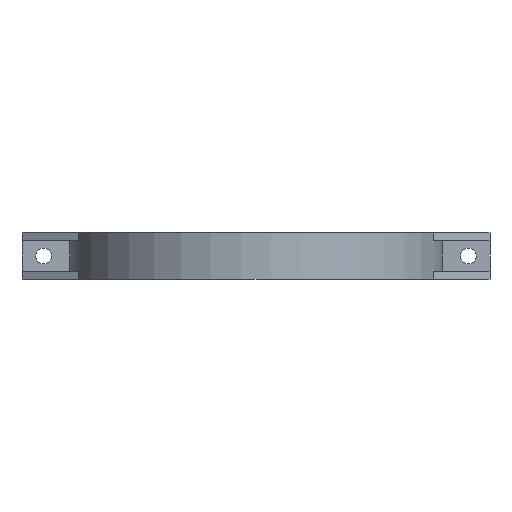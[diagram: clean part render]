
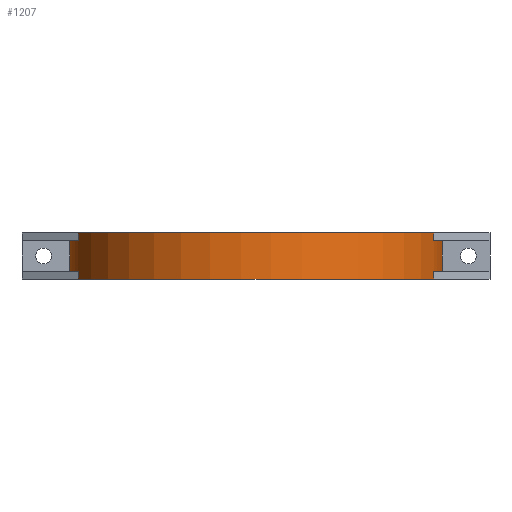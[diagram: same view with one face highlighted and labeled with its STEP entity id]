
A CAD part, front view. The second image highlights one B-rep face of the part: STEP entity #1207.
In plain terms, the highlighted cylindrical face has radius 61.5 mm (diameter 123 mm), a partial arc.
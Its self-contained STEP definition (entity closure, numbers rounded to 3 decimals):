
#32=CYLINDRICAL_SURFACE('',#1312,61.5);
#57=CIRCLE('',#1296,61.5);
#58=CIRCLE('',#1298,61.5);
#59=CIRCLE('',#1301,61.5);
#60=CIRCLE('',#1303,61.5);
#63=CIRCLE('',#1313,61.5);
#64=CIRCLE('',#1314,61.5);
#119=FACE_OUTER_BOUND('',#186,.T.);
#186=EDGE_LOOP('',(#1058,#1059,#1060,#1061,#1062,#1063,#1064,#1065,#1066,
#1067,#1068,#1069));
#298=LINE('',#1906,#438);
#306=LINE('',#1926,#446);
#311=LINE('',#1940,#451);
#312=LINE('',#1943,#452);
#315=LINE('',#1949,#455);
#325=LINE('',#1974,#465);
#438=VECTOR('',#1561,10.);
#446=VECTOR('',#1579,10.);
#451=VECTOR('',#1594,10.);
#452=VECTOR('',#1597,10.);
#455=VECTOR('',#1602,10.);
#465=VECTOR('',#1626,10.);
#558=VERTEX_POINT('',#1903);
#559=VERTEX_POINT('',#1905);
#561=VERTEX_POINT('',#1911);
#562=VERTEX_POINT('',#1915);
#564=VERTEX_POINT('',#1920);
#566=VERTEX_POINT('',#1924);
#567=VERTEX_POINT('',#1928);
#568=VERTEX_POINT('',#1932);
#570=VERTEX_POINT('',#1938);
#571=VERTEX_POINT('',#1942);
#573=VERTEX_POINT('',#1948);
#581=VERTEX_POINT('',#1973);
#714=EDGE_CURVE('',#558,#559,#298,.T.);
#718=EDGE_CURVE('',#559,#561,#57,.T.);
#720=EDGE_CURVE('',#562,#558,#58,.T.);
#724=EDGE_CURVE('',#564,#566,#306,.T.);
#726=EDGE_CURVE('',#567,#566,#59,.T.);
#727=EDGE_CURVE('',#564,#568,#60,.T.);
#731=EDGE_CURVE('',#570,#562,#311,.T.);
#732=EDGE_CURVE('',#561,#571,#312,.T.);
#735=EDGE_CURVE('',#573,#568,#315,.T.);
#747=EDGE_CURVE('',#573,#570,#63,.T.);
#748=EDGE_CURVE('',#567,#581,#325,.T.);
#749=EDGE_CURVE('',#581,#571,#64,.T.);
#1058=ORIENTED_EDGE('',*,*,#747,.F.);
#1059=ORIENTED_EDGE('',*,*,#735,.T.);
#1060=ORIENTED_EDGE('',*,*,#727,.F.);
#1061=ORIENTED_EDGE('',*,*,#724,.T.);
#1062=ORIENTED_EDGE('',*,*,#726,.F.);
#1063=ORIENTED_EDGE('',*,*,#748,.T.);
#1064=ORIENTED_EDGE('',*,*,#749,.T.);
#1065=ORIENTED_EDGE('',*,*,#732,.F.);
#1066=ORIENTED_EDGE('',*,*,#718,.F.);
#1067=ORIENTED_EDGE('',*,*,#714,.F.);
#1068=ORIENTED_EDGE('',*,*,#720,.F.);
#1069=ORIENTED_EDGE('',*,*,#731,.F.);
#1207=ADVANCED_FACE('',(#119),#32,.T.);
#1296=AXIS2_PLACEMENT_3D('',#1913,#1567,#1568);
#1298=AXIS2_PLACEMENT_3D('',#1917,#1572,#1573);
#1301=AXIS2_PLACEMENT_3D('',#1930,#1583,#1584);
#1303=AXIS2_PLACEMENT_3D('',#1933,#1587,#1588);
#1312=AXIS2_PLACEMENT_3D('',#1971,#1622,#1623);
#1313=AXIS2_PLACEMENT_3D('',#1972,#1624,#1625);
#1314=AXIS2_PLACEMENT_3D('',#1975,#1627,#1628);
#1561=DIRECTION('',(0.,0.,1.));
#1567=DIRECTION('center_axis',(0.,0.,1.));
#1568=DIRECTION('ref_axis',(1.,0.,0.));
#1572=DIRECTION('center_axis',(0.,0.,-1.));
#1573=DIRECTION('ref_axis',(1.,0.,0.));
#1579=DIRECTION('',(0.,0.,1.));
#1583=DIRECTION('center_axis',(0.,0.,1.));
#1584=DIRECTION('ref_axis',(1.,0.,0.));
#1587=DIRECTION('center_axis',(0.,0.,-1.));
#1588=DIRECTION('ref_axis',(1.,0.,0.));
#1594=DIRECTION('',(0.,0.,1.));
#1597=DIRECTION('',(0.,0.,1.));
#1602=DIRECTION('',(0.,0.,1.));
#1622=DIRECTION('center_axis',(0.,0.,-1.));
#1623=DIRECTION('ref_axis',(1.,0.,0.));
#1624=DIRECTION('center_axis',(0.,0.,-1.));
#1625=DIRECTION('ref_axis',(1.,0.,0.));
#1626=DIRECTION('',(0.,0.,1.));
#1627=DIRECTION('center_axis',(0.,0.,-1.));
#1628=DIRECTION('ref_axis',(1.,0.,0.));
#1903=CARTESIAN_POINT('',(-60.682,-10.,2.5));
#1905=CARTESIAN_POINT('',(-60.682,-10.,12.5));
#1906=CARTESIAN_POINT('',(-60.682,-10.,2.5));
#1911=CARTESIAN_POINT('',(-57.95,-20.592,12.5));
#1913=CARTESIAN_POINT('Origin',(0.,0.,12.5));
#1915=CARTESIAN_POINT('',(-57.95,-20.592,2.5));
#1917=CARTESIAN_POINT('Origin',(0.,0.,2.5));
#1920=CARTESIAN_POINT('',(60.682,-10.,2.5));
#1924=CARTESIAN_POINT('',(60.682,-10.,12.5));
#1926=CARTESIAN_POINT('',(60.682,-10.,2.5));
#1928=CARTESIAN_POINT('',(57.95,-20.592,12.5));
#1930=CARTESIAN_POINT('Origin',(0.,0.,12.5));
#1932=CARTESIAN_POINT('',(57.95,-20.592,2.5));
#1933=CARTESIAN_POINT('Origin',(0.,0.,2.5));
#1938=CARTESIAN_POINT('',(-57.95,-20.592,0.));
#1940=CARTESIAN_POINT('',(-57.95,-20.592,0.));
#1942=CARTESIAN_POINT('',(-57.95,-20.592,15.));
#1943=CARTESIAN_POINT('',(-57.95,-20.592,0.));
#1948=CARTESIAN_POINT('',(57.95,-20.592,0.));
#1949=CARTESIAN_POINT('',(57.95,-20.592,0.));
#1971=CARTESIAN_POINT('Origin',(0.,0.,0.));
#1972=CARTESIAN_POINT('Origin',(0.,0.,0.));
#1973=CARTESIAN_POINT('',(57.95,-20.592,15.));
#1974=CARTESIAN_POINT('',(57.95,-20.592,0.));
#1975=CARTESIAN_POINT('Origin',(0.,0.,15.));
